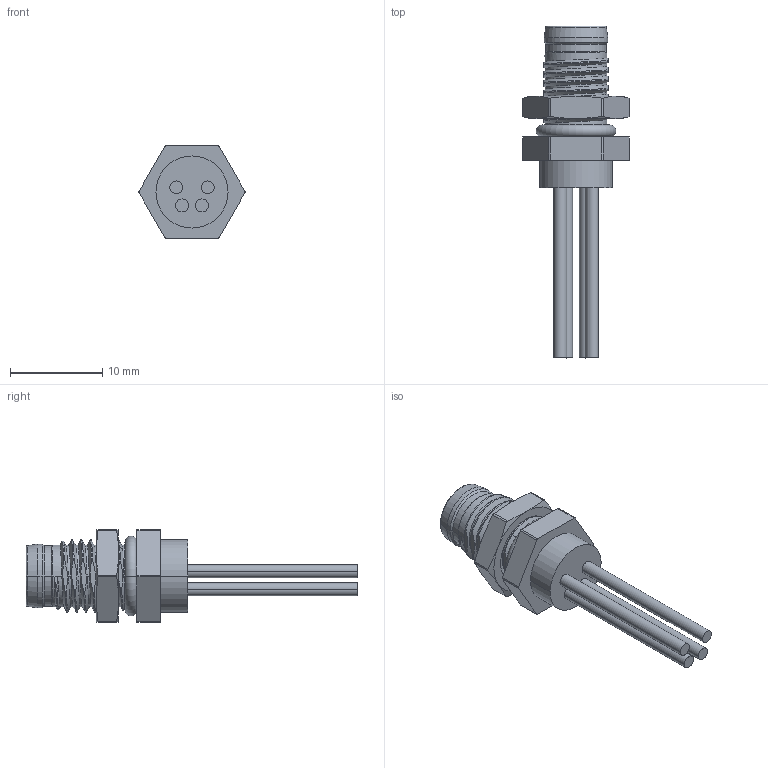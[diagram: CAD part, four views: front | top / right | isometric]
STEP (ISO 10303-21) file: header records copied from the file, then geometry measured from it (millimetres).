
FILE_DESCRIPTION((''),'2;1');
FILE_NAME('M8-MC04-BKR-M8-W0_25_SW0001','2017-05-31T',('tc.chen'),(''),'PRO/ENGINEER BY PARAMETRIC TECHNOLOGY CORPORATION, 2012480','PRO/ENGINEER BY PARAMETRIC TECHNOLOGY CORPORATION, 2012480','');
FILE_SCHEMA(('AUTOMOTIVE_DESIGN { 1 0 10303 214 1 1 1 1 }'));
Length unit declared in the file: millimetre
Products named in the file (1): M8-MC04-BKR-M8-W0_25_SW0001
Bounding box: 11.49 x 35.9 x 10 mm (x, y, z)
Volume: 929.8 mm3; surface area: 1721 mm2
Topology: 2 solids, 3 shells, 196 faces, 474 edges, 289 vertices
Faces by surface type: cylinder 76, plane 41, bspline 33, cone 32, sphere 8, torus 6
Entity records: 11214 total; most frequent: CARTESIAN_POINT 6472, ORIENTED_EDGE 932, DIRECTION 774, EDGE_CURVE 466, AXIS2_PLACEMENT_3D 306, VERTEX_POINT 289, EDGE_LOOP 213, FACE_OUTER_BOUND 196
